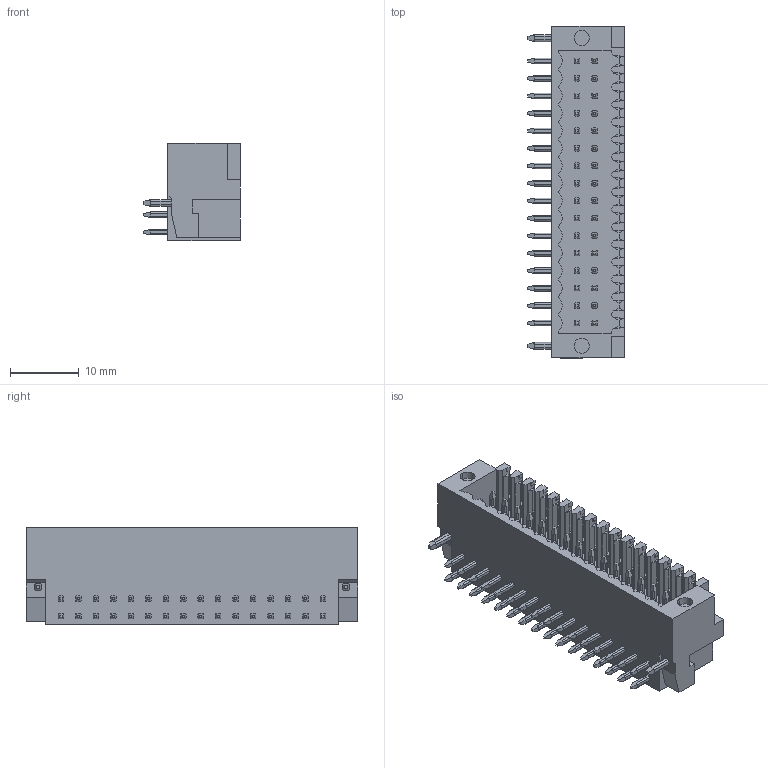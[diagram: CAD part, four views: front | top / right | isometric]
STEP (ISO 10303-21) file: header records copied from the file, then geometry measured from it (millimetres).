
FILE_DESCRIPTION((''),'2;1');
FILE_NAME('TLPHDW-020R','2024-10-17T13:25:26',('tluser'),(''),'CREO PARAMETRIC BY PTC INC, 2018100','CREO PARAMETRIC BY PTC INC, 2018100','');
FILE_SCHEMA(('CONFIG_CONTROL_DESIGN'));
Length unit declared in the file: millimetre
Products named in the file (1): TLPHDW-020R
Bounding box: 14 x 48.2 x 14.2 mm (x, y, z)
Volume: 4619.9 mm3; surface area: 4316.2 mm2
Topology: 1 solids, 1 shells, 1282 faces, 3604 edges, 2388 vertices
Faces by surface type: plane 984, cylinder 294, torus 4
Entity records: 41897 total; most frequent: CARTESIAN_POINT 9501, ORIENTED_EDGE 7208, DIRECTION 5936, EDGE_CURVE 3604, VECTOR 2740, LINE 2740, VERTEX_POINT 2388, AXIS2_PLACEMENT_3D 1598
